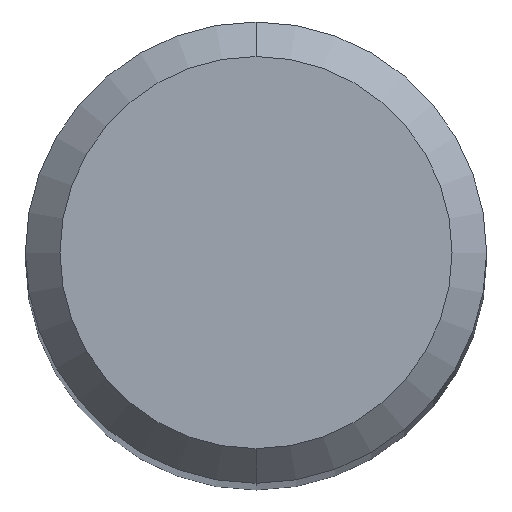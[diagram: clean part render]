
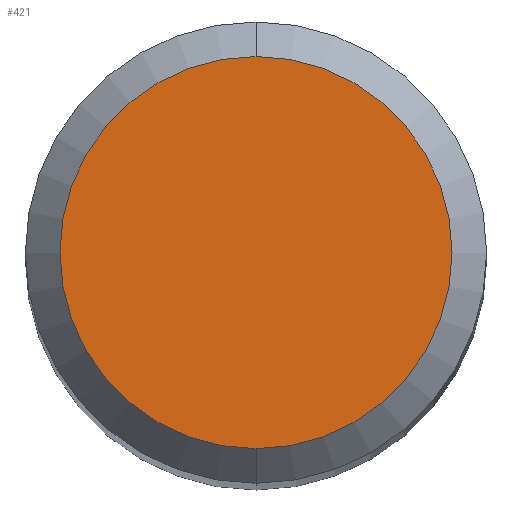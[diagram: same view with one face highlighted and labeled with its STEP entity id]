
A CAD part, top view. The second image highlights one B-rep face of the part: STEP entity #421.
In plain terms, the highlighted planar face has unit normal (0, 0, 1).
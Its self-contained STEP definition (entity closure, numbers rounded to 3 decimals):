
#421=ADVANCED_FACE('',(#1084),#1085,.T.);
#423=VERTEX_POINT('',#1087);
#807=EDGE_CURVE('',#877,#423,#1504,.T.);
#833=EDGE_CURVE('',#423,#877,#1533,.T.);
#877=VERTEX_POINT('',#1579);
#1084=FACE_OUTER_BOUND('',#1978,.T.);
#1085=PLANE('',#1979);
#1087=CARTESIAN_POINT('',(0.0,1.7,0.0));
#1504=CIRCLE('',#3980,1.7);
#1533=CIRCLE('',#4097,1.7);
#1579=CARTESIAN_POINT('',(0.,-1.7,0.0));
#1978=EDGE_LOOP('',(#4893,#4894));
#1979=AXIS2_PLACEMENT_3D('',#4895,#4896,#4897);
#3980=AXIS2_PLACEMENT_3D('',#5303,#5304,#5305);
#4097=AXIS2_PLACEMENT_3D('',#5339,#5340,#5341);
#4893=ORIENTED_EDGE('',*,*,#833,.F.);
#4894=ORIENTED_EDGE('',*,*,#807,.F.);
#4895=CARTESIAN_POINT('',(0.0,0.85,0.0));
#4896=DIRECTION('',(-0.0,0.0,1.0));
#4897=DIRECTION('',(0.0,-1.0,0.0));
#5303=CARTESIAN_POINT('',(0.0,0.0,0.0));
#5304=DIRECTION('',(0.0,0.0,-1.0));
#5305=DIRECTION('',(0.0,1.0,0.0));
#5339=CARTESIAN_POINT('',(0.0,0.0,0.0));
#5340=DIRECTION('',(0.0,0.0,-1.0));
#5341=DIRECTION('',(0.0,1.0,0.0));
